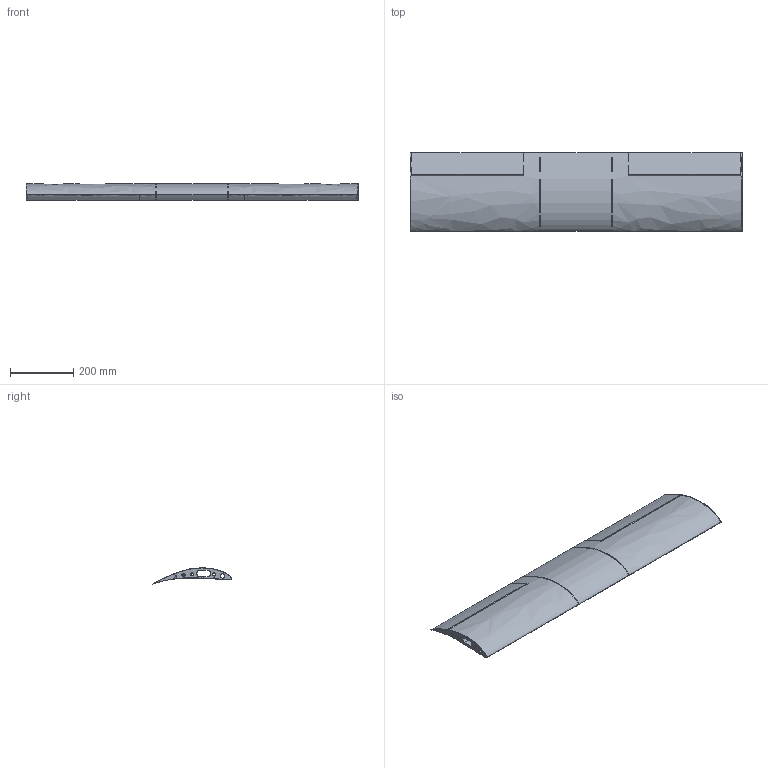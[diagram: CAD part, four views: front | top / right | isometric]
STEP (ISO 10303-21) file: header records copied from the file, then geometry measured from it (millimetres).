
FILE_DESCRIPTION(('FreeCAD Model'),'2;1');
FILE_NAME('Open CASCADE Shape Model','2025-04-27T13:01:41',('FreeCAD'),( 'FreeCAD'),'Open CASCADE STEP processor 7.6','FreeCAD','Unknown');
FILE_SCHEMA(('AUTOMOTIVE_DESIGN { 1 0 10303 214 1 1 1 1 }'));
Products named in the file (1): Open CASCADE STEP translator 7.6 1
Bounding box: 1050.75 x 249.44 x 51.26 mm (x, y, z)
Volume: 4229351.5 mm3; surface area: 1012526.5 mm2
Topology: 17 solids, 17 shells, 1010 faces, 2944 edges, 1982 vertices
Faces by surface type: bspline 1010
Entity records: 44962 total; most frequent: CARTESIAN_POINT 27867, ORIENTED_EDGE 5928, EDGE_CURVE 2944, B_SPLINE_CURVE_WITH_KNOTS 2430, VERTEX_POINT 1982, FACE_BOUND 1086, EDGE_LOOP 1086, ADVANCED_FACE 1010
